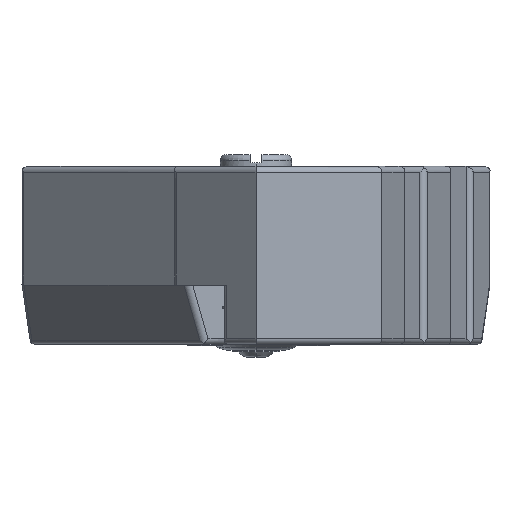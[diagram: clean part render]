
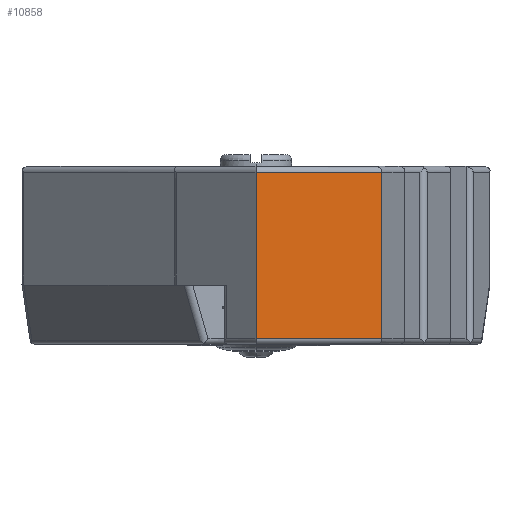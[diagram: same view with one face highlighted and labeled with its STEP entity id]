
A CAD part, left-side view. The second image highlights one B-rep face of the part: STEP entity #10858.
In plain terms, the highlighted planar face has unit normal (-0.707, -0.707, 0).
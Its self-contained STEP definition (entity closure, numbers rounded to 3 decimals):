
#4453=CARTESIAN_POINT('',(10.607,-10.607,14.5));
#4463=DIRECTION('',(0.707,-0.707,0.));
#4464=VECTOR('',#4463,15.);
#4465=CARTESIAN_POINT('',(0.,0.,14.5));
#4466=LINE('',#4465,#4464);
#5804=DIRECTION('',(-0.707,0.707,0.));
#5805=VECTOR('',#5804,15.);
#5806=CARTESIAN_POINT('',(10.607,-10.607,0.5));
#5807=LINE('',#5806,#5805);
#5841=DIRECTION('',(0.,0.,-1.));
#5842=VECTOR('',#5841,14.);
#5843=CARTESIAN_POINT('',(0.,0.,14.5));
#5844=LINE('',#5843,#5842);
#5848=DIRECTION('',(0.,0.,-1.));
#5849=VECTOR('',#5848,14.);
#5850=CARTESIAN_POINT('',(10.607,-10.607,14.5));
#5851=LINE('',#5850,#5849);
#9298=CARTESIAN_POINT('',(0.,0.,14.5));
#9299=VERTEX_POINT('',#9298);
#9390=CARTESIAN_POINT('',(10.607,-10.607,0.5));
#9391=VERTEX_POINT('',#9390);
#9408=VERTEX_POINT('',#4453);
#9430=CARTESIAN_POINT('',(0.,0.,0.5));
#9431=VERTEX_POINT('',#9430);
#10846=CARTESIAN_POINT('',(0.,0.,0.));
#10847=DIRECTION('',(-0.707,-0.707,0.));
#10848=DIRECTION('',(0.707,-0.707,0.));
#10849=AXIS2_PLACEMENT_3D('',#10846,#10847,#10848);
#10850=PLANE('',#10849);
#10851=ORIENTED_EDGE('',*,*,#9791,.T.);
#10853=ORIENTED_EDGE('',*,*,#10852,.T.);
#10854=ORIENTED_EDGE('',*,*,#10834,.T.);
#10855=ORIENTED_EDGE('',*,*,#10786,.F.);
#10856=EDGE_LOOP('',(#10851,#10853,#10854,#10855));
#10857=FACE_OUTER_BOUND('',#10856,.F.);
#9791=EDGE_CURVE('',#9299,#9408,#4466,.T.);
#10786=EDGE_CURVE('',#9299,#9431,#5844,.T.);
#10834=EDGE_CURVE('',#9391,#9431,#5807,.T.);
#10852=EDGE_CURVE('',#9408,#9391,#5851,.T.);
#10858=ADVANCED_FACE('',(#10857),#10850,.T.);
